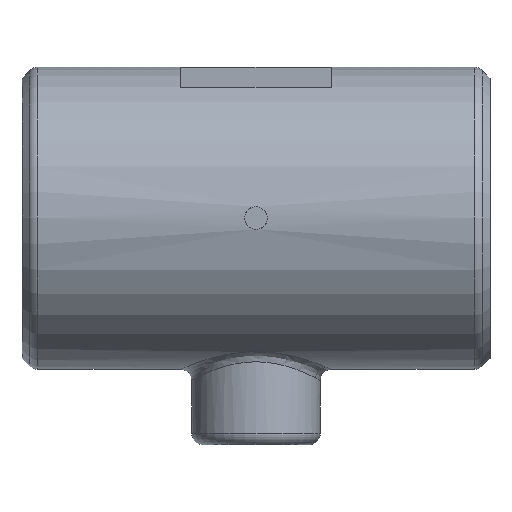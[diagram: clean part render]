
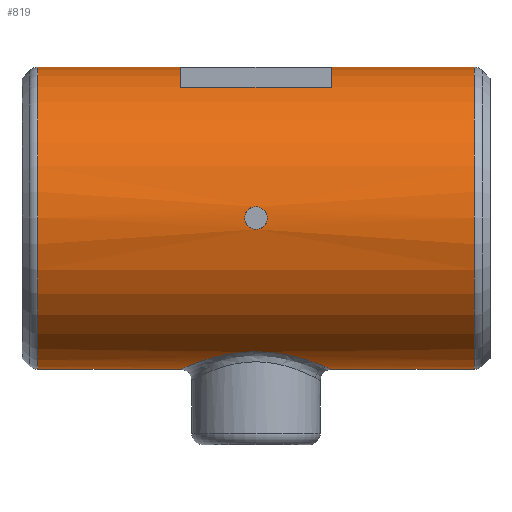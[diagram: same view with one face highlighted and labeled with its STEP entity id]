
A CAD part, top view. The second image highlights one B-rep face of the part: STEP entity #819.
In plain terms, the highlighted cylindrical face has radius 20 mm (diameter 40 mm), a full revolution.
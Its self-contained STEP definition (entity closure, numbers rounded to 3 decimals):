
#24=CYLINDRICAL_SURFACE('',#876,20.);
#81=B_SPLINE_CURVE_WITH_KNOTS('',3,(#1146,#1147,#1148,#1149,#1150,#1151,
#1152,#1153,#1154,#1155,#1156,#1157),.UNSPECIFIED.,.F.,.F.,(4,1,1,1,1,1,
1,1,1,4),(0.,0.063,0.125,0.25,0.375,0.5,0.625,0.75,0.875,1.),
 .UNSPECIFIED.);
#110=B_SPLINE_CURVE_WITH_KNOTS('',3,(#16192,#16193,#16194,#16195,#16196,
#16197,#16198,#16199,#16200,#16201,#16202),.UNSPECIFIED.,.T.,.F.,(1,1,1,
1,1,1,1,1,1,1,1,1,1,1,1),(-0.004,-0.002,-0.001,
0.,0.001,0.002,0.004,0.005,
0.006,0.007,0.008,0.009,
0.011,0.012,0.013),.UNSPECIFIED.);
#111=B_SPLINE_CURVE_WITH_KNOTS('',3,(#16204,#16205,#16206,#16207,#16208,
#16209,#16210,#16211,#16212,#16213,#16214),.UNSPECIFIED.,.F.,.F.,(4,1,1,
1,1,1,1,1,4),(0.,0.125,0.25,0.375,0.5,0.625,0.75,0.875,1.),
 .UNSPECIFIED.);
#125=CIRCLE('',#843,20.);
#126=CIRCLE('',#846,20.);
#127=CIRCLE('',#849,20.);
#128=CIRCLE('',#851,20.);
#142=CIRCLE('',#877,20.);
#143=CIRCLE('',#878,20.);
#327=ORIENTED_EDGE('',*,*,#510,.T.);
#328=ORIENTED_EDGE('',*,*,#511,.T.);
#329=ORIENTED_EDGE('',*,*,#512,.T.);
#330=ORIENTED_EDGE('',*,*,#408,.F.);
#331=ORIENTED_EDGE('',*,*,#396,.F.);
#332=ORIENTED_EDGE('',*,*,#399,.F.);
#333=ORIENTED_EDGE('',*,*,#402,.F.);
#334=ORIENTED_EDGE('',*,*,#409,.F.);
#335=ORIENTED_EDGE('',*,*,#404,.F.);
#336=ORIENTED_EDGE('',*,*,#413,.T.);
#337=ORIENTED_EDGE('',*,*,#513,.T.);
#396=EDGE_CURVE('',#519,#521,#125,.T.);
#399=EDGE_CURVE('',#522,#519,#622,.T.);
#402=EDGE_CURVE('',#524,#522,#126,.T.);
#404=EDGE_CURVE('',#525,#527,#626,.T.);
#408=EDGE_CURVE('',#521,#525,#127,.T.);
#409=EDGE_CURVE('',#527,#524,#128,.T.);
#413=EDGE_CURVE('',#532,#530,#81,.T.);
#510=EDGE_CURVE('',#612,#612,#142,.T.);
#511=EDGE_CURVE('',#613,#613,#143,.T.);
#512=EDGE_CURVE('',#614,#614,#110,.T.);
#513=EDGE_CURVE('',#530,#532,#111,.T.);
#519=VERTEX_POINT('',#1014);
#521=VERTEX_POINT('',#1017);
#522=VERTEX_POINT('',#1021);
#524=VERTEX_POINT('',#1027);
#525=VERTEX_POINT('',#1031);
#527=VERTEX_POINT('',#1034);
#530=VERTEX_POINT('',#1144);
#532=VERTEX_POINT('',#1158);
#612=VERTEX_POINT('',#16189);
#613=VERTEX_POINT('',#16191);
#614=VERTEX_POINT('',#16203);
#622=LINE('',#1023,#645);
#626=LINE('',#1033,#649);
#645=VECTOR('',#901,1000.);
#649=VECTOR('',#911,1000.);
#699=EDGE_LOOP('',(#327));
#700=EDGE_LOOP('',(#328));
#701=EDGE_LOOP('',(#329));
#702=EDGE_LOOP('',(#330,#331,#332,#333,#334,#335));
#703=EDGE_LOOP('',(#336,#337));
#755=FACE_BOUND('',#699,.T.);
#756=FACE_BOUND('',#700,.T.);
#757=FACE_BOUND('',#701,.T.);
#758=FACE_BOUND('',#702,.T.);
#759=FACE_BOUND('',#703,.T.);
#819=ADVANCED_FACE('',(#755,#756,#757,#758,#759),#24,.T.);
#843=AXIS2_PLACEMENT_3D('',#1016,#895,#896);
#846=AXIS2_PLACEMENT_3D('',#1028,#906,#907);
#849=AXIS2_PLACEMENT_3D('',#1040,#917,#918);
#851=AXIS2_PLACEMENT_3D('',#1042,#921,#922);
#876=AXIS2_PLACEMENT_3D('',#16187,#983,#984);
#877=AXIS2_PLACEMENT_3D('',#16188,#985,#986);
#878=AXIS2_PLACEMENT_3D('',#16190,#987,#988);
#895=DIRECTION('',(-1.,0.,0.));
#896=DIRECTION('',(0.,0.,-1.));
#901=DIRECTION('',(1.,0.,0.));
#906=DIRECTION('',(1.,0.,0.));
#907=DIRECTION('',(0.,0.,1.));
#911=DIRECTION('',(-1.,0.,0.));
#917=DIRECTION('',(-1.,0.,0.));
#918=DIRECTION('',(0.,0.,-1.));
#921=DIRECTION('',(1.,0.,0.));
#922=DIRECTION('',(0.,0.,1.));
#983=DIRECTION('',(-1.,0.,0.));
#984=DIRECTION('',(0.,0.,1.));
#985=DIRECTION('',(1.,0.,0.));
#986=DIRECTION('',(0.,0.,1.));
#987=DIRECTION('',(-1.,0.,0.));
#988=DIRECTION('',(0.,0.,-1.));
#1014=CARTESIAN_POINT('',(10.,17.321,10.));
#1016=CARTESIAN_POINT('',(10.,0.,0.));
#1017=CARTESIAN_POINT('',(10.,20.,0.));
#1021=CARTESIAN_POINT('',(-10.,17.321,10.));
#1023=CARTESIAN_POINT('',(-31.,17.321,10.));
#1027=CARTESIAN_POINT('',(-10.,20.,0.));
#1028=CARTESIAN_POINT('',(-10.,0.,0.));
#1031=CARTESIAN_POINT('',(10.,17.321,-10.));
#1033=CARTESIAN_POINT('',(-31.,17.321,-10.));
#1034=CARTESIAN_POINT('',(-10.,17.321,-10.));
#1040=CARTESIAN_POINT('',(10.,0.,0.));
#1042=CARTESIAN_POINT('',(-10.,0.,0.));
#1144=CARTESIAN_POINT('',(9.255,-19.687,3.522));
#1146=CARTESIAN_POINT('',(-9.263,-19.69,-3.505));
#1147=CARTESIAN_POINT('',(-9.519,-19.795,-2.92));
#1148=CARTESIAN_POINT('',(-9.899,-19.956,-1.72));
#1149=CARTESIAN_POINT('',(-10.128,-20.057,0.872));
#1150=CARTESIAN_POINT('',(-9.312,-19.695,4.034));
#1151=CARTESIAN_POINT('',(-6.938,-18.789,7.016));
#1152=CARTESIAN_POINT('',(-3.638,-17.923,8.909));
#1153=CARTESIAN_POINT('',(0.211,-17.578,9.534));
#1154=CARTESIAN_POINT('',(4.039,-18.001,8.758));
#1155=CARTESIAN_POINT('',(7.254,-18.898,6.74));
#1156=CARTESIAN_POINT('',(8.753,-19.483,4.664));
#1157=CARTESIAN_POINT('',(9.255,-19.687,3.522));
#1158=CARTESIAN_POINT('',(-9.263,-19.69,-3.505));
#16187=CARTESIAN_POINT('',(-31.,0.,0.));
#16188=CARTESIAN_POINT('',(-28.929,0.,0.));
#16189=CARTESIAN_POINT('',(-28.929,0.,20.));
#16190=CARTESIAN_POINT('',(28.929,0.,0.));
#16191=CARTESIAN_POINT('',(28.929,0.,-20.));
#16192=CARTESIAN_POINT('',(1.175,1.177,19.972));
#16193=CARTESIAN_POINT('',(1.663,0.,20.014));
#16194=CARTESIAN_POINT('',(1.175,-1.175,19.972));
#16195=CARTESIAN_POINT('',(0.001,-1.662,19.93));
#16196=CARTESIAN_POINT('',(-1.175,-1.177,19.972));
#16197=CARTESIAN_POINT('',(-1.663,0.,20.014));
#16198=CARTESIAN_POINT('',(-1.175,1.175,19.972));
#16199=CARTESIAN_POINT('',(-0.001,1.662,19.93));
#16200=CARTESIAN_POINT('',(1.175,1.177,19.972));
#16201=CARTESIAN_POINT('',(1.663,0.,20.014));
#16202=CARTESIAN_POINT('',(1.175,-1.175,19.972));
#16203=CARTESIAN_POINT('',(1.5,0.,20.));
#16204=CARTESIAN_POINT('',(9.255,-19.687,3.522));
#16205=CARTESIAN_POINT('',(9.774,-19.898,2.343));
#16206=CARTESIAN_POINT('',(10.287,-20.128,-0.217));
#16207=CARTESIAN_POINT('',(9.319,-19.698,-4.027));
#16208=CARTESIAN_POINT('',(6.936,-18.789,-7.019));
#16209=CARTESIAN_POINT('',(3.631,-17.921,-8.912));
#16210=CARTESIAN_POINT('',(-0.218,-17.579,-9.533));
#16211=CARTESIAN_POINT('',(-4.042,-18.001,-8.758));
#16212=CARTESIAN_POINT('',(-7.262,-18.9,-6.733));
#16213=CARTESIAN_POINT('',(-8.761,-19.486,-4.653));
#16214=CARTESIAN_POINT('',(-9.263,-19.69,-3.505));
